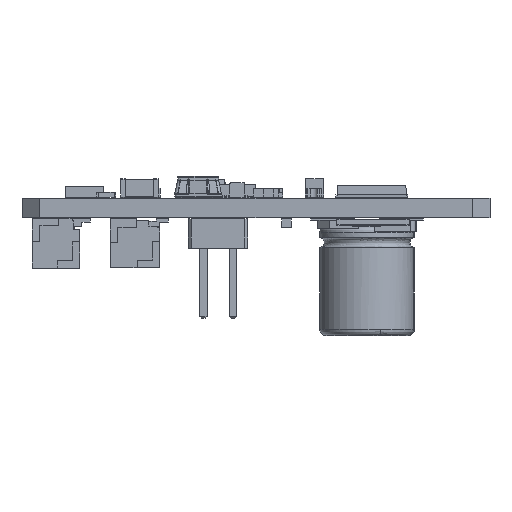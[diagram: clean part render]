
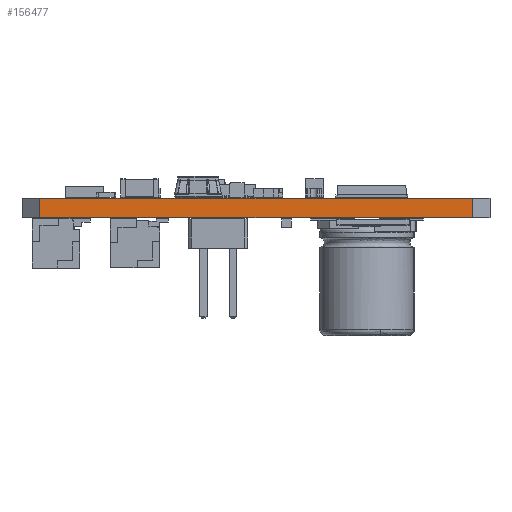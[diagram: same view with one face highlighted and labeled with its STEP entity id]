
A CAD part, front view. The second image highlights one B-rep face of the part: STEP entity #156477.
In plain terms, the highlighted planar face has unit normal (0, -1, 0).
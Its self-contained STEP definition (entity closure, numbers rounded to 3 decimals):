
#154756 = PLANE('',#154757);
#154757 = AXIS2_PLACEMENT_3D('',#154758,#154759,#154760);
#154758 = CARTESIAN_POINT('',(20.,18.585,1.69));
#154759 = DIRECTION('',(-0.,-0.,-1.));
#154760 = DIRECTION('',(-1.,0.,0.));
#154810 = PLANE('',#154811);
#154811 = AXIS2_PLACEMENT_3D('',#154812,#154813,#154814);
#154812 = CARTESIAN_POINT('',(20.,18.585,0.));
#154813 = DIRECTION('',(-0.,-0.,-1.));
#154814 = DIRECTION('',(-1.,0.,0.));
#154941 = PLANE('',#154942);
#154942 = AXIS2_PLACEMENT_3D('',#154943,#154944,#154945);
#154943 = CARTESIAN_POINT('',(40.,1.5,0.));
#154944 = DIRECTION('',(0.682,-0.731,0.));
#154945 = DIRECTION('',(-0.731,-0.682,0.));
#154980 = VERTEX_POINT('',#154981);
#154981 = CARTESIAN_POINT('',(38.5,0.1,0.));
#155002 = EDGE_CURVE('',#154980,#155003,#155005,.T.);
#155003 = VERTEX_POINT('',#155004);
#155004 = CARTESIAN_POINT('',(1.5,0.1,0.));
#155005 = SURFACE_CURVE('',#155006,(#155010,#155017),.PCURVE_S1.);
#155006 = LINE('',#155007,#155008);
#155007 = CARTESIAN_POINT('',(38.5,0.1,0.));
#155008 = VECTOR('',#155009,1.);
#155009 = DIRECTION('',(-1.,0.,0.));
#155010 = PCURVE('',#154810,#155011);
#155011 = DEFINITIONAL_REPRESENTATION('',(#155012),#155016);
#155012 = LINE('',#155013,#155014);
#155013 = CARTESIAN_POINT('',(-18.5,-18.485));
#155014 = VECTOR('',#155015,1.);
#155015 = DIRECTION('',(1.,0.));
#155016 = ( GEOMETRIC_REPRESENTATION_CONTEXT(2) 
PARAMETRIC_REPRESENTATION_CONTEXT() REPRESENTATION_CONTEXT('2D SPACE',''
  ) );
#155017 = PCURVE('',#155018,#155023);
#155018 = PLANE('',#155019);
#155019 = AXIS2_PLACEMENT_3D('',#155020,#155021,#155022);
#155020 = CARTESIAN_POINT('',(38.5,0.1,0.));
#155021 = DIRECTION('',(0.,-1.,0.));
#155022 = DIRECTION('',(-1.,0.,0.));
#155023 = DEFINITIONAL_REPRESENTATION('',(#155024),#155028);
#155024 = LINE('',#155025,#155026);
#155025 = CARTESIAN_POINT('',(0.,-0.));
#155026 = VECTOR('',#155027,1.);
#155027 = DIRECTION('',(1.,0.));
#155028 = ( GEOMETRIC_REPRESENTATION_CONTEXT(2) 
PARAMETRIC_REPRESENTATION_CONTEXT() REPRESENTATION_CONTEXT('2D SPACE',''
  ) );
#155046 = PLANE('',#155047);
#155047 = AXIS2_PLACEMENT_3D('',#155048,#155049,#155050);
#155048 = CARTESIAN_POINT('',(1.5,0.1,0.));
#155049 = DIRECTION('',(-0.682,-0.731,0.));
#155050 = DIRECTION('',(-0.731,0.682,0.));
#155744 = VERTEX_POINT('',#155745);
#155745 = CARTESIAN_POINT('',(38.5,0.1,1.69));
#155766 = EDGE_CURVE('',#155744,#155767,#155769,.T.);
#155767 = VERTEX_POINT('',#155768);
#155768 = CARTESIAN_POINT('',(1.5,0.1,1.69));
#155769 = SURFACE_CURVE('',#155770,(#155774,#155781),.PCURVE_S1.);
#155770 = LINE('',#155771,#155772);
#155771 = CARTESIAN_POINT('',(38.5,0.1,1.69));
#155772 = VECTOR('',#155773,1.);
#155773 = DIRECTION('',(-1.,0.,0.));
#155774 = PCURVE('',#154756,#155775);
#155775 = DEFINITIONAL_REPRESENTATION('',(#155776),#155780);
#155776 = LINE('',#155777,#155778);
#155777 = CARTESIAN_POINT('',(-18.5,-18.485));
#155778 = VECTOR('',#155779,1.);
#155779 = DIRECTION('',(1.,0.));
#155780 = ( GEOMETRIC_REPRESENTATION_CONTEXT(2) 
PARAMETRIC_REPRESENTATION_CONTEXT() REPRESENTATION_CONTEXT('2D SPACE',''
  ) );
#155781 = PCURVE('',#155018,#155782);
#155782 = DEFINITIONAL_REPRESENTATION('',(#155783),#155787);
#155783 = LINE('',#155784,#155785);
#155784 = CARTESIAN_POINT('',(0.,-1.69));
#155785 = VECTOR('',#155786,1.);
#155786 = DIRECTION('',(1.,0.));
#155787 = ( GEOMETRIC_REPRESENTATION_CONTEXT(2) 
PARAMETRIC_REPRESENTATION_CONTEXT() REPRESENTATION_CONTEXT('2D SPACE',''
  ) );
#156429 = EDGE_CURVE('',#154980,#155744,#156430,.T.);
#156430 = SURFACE_CURVE('',#156431,(#156435,#156442),.PCURVE_S1.);
#156431 = LINE('',#156432,#156433);
#156432 = CARTESIAN_POINT('',(38.5,0.1,0.));
#156433 = VECTOR('',#156434,1.);
#156434 = DIRECTION('',(0.,0.,1.));
#156435 = PCURVE('',#154941,#156436);
#156436 = DEFINITIONAL_REPRESENTATION('',(#156437),#156441);
#156437 = LINE('',#156438,#156439);
#156438 = CARTESIAN_POINT('',(2.052,0.));
#156439 = VECTOR('',#156440,1.);
#156440 = DIRECTION('',(0.,-1.));
#156441 = ( GEOMETRIC_REPRESENTATION_CONTEXT(2) 
PARAMETRIC_REPRESENTATION_CONTEXT() REPRESENTATION_CONTEXT('2D SPACE',''
  ) );
#156442 = PCURVE('',#155018,#156443);
#156443 = DEFINITIONAL_REPRESENTATION('',(#156444),#156448);
#156444 = LINE('',#156445,#156446);
#156445 = CARTESIAN_POINT('',(0.,-0.));
#156446 = VECTOR('',#156447,1.);
#156447 = DIRECTION('',(0.,-1.));
#156448 = ( GEOMETRIC_REPRESENTATION_CONTEXT(2) 
PARAMETRIC_REPRESENTATION_CONTEXT() REPRESENTATION_CONTEXT('2D SPACE',''
  ) );
#156477 = ADVANCED_FACE('',(#156478),#155018,.T.);
#156478 = FACE_BOUND('',#156479,.T.);
#156479 = EDGE_LOOP('',(#156480,#156481,#156482,#156503));
#156480 = ORIENTED_EDGE('',*,*,#156429,.T.);
#156481 = ORIENTED_EDGE('',*,*,#155766,.T.);
#156482 = ORIENTED_EDGE('',*,*,#156483,.F.);
#156483 = EDGE_CURVE('',#155003,#155767,#156484,.T.);
#156484 = SURFACE_CURVE('',#156485,(#156489,#156496),.PCURVE_S1.);
#156485 = LINE('',#156486,#156487);
#156486 = CARTESIAN_POINT('',(1.5,0.1,0.));
#156487 = VECTOR('',#156488,1.);
#156488 = DIRECTION('',(0.,0.,1.));
#156489 = PCURVE('',#155018,#156490);
#156490 = DEFINITIONAL_REPRESENTATION('',(#156491),#156495);
#156491 = LINE('',#156492,#156493);
#156492 = CARTESIAN_POINT('',(37.,0.));
#156493 = VECTOR('',#156494,1.);
#156494 = DIRECTION('',(0.,-1.));
#156495 = ( GEOMETRIC_REPRESENTATION_CONTEXT(2) 
PARAMETRIC_REPRESENTATION_CONTEXT() REPRESENTATION_CONTEXT('2D SPACE',''
  ) );
#156496 = PCURVE('',#155046,#156497);
#156497 = DEFINITIONAL_REPRESENTATION('',(#156498),#156502);
#156498 = LINE('',#156499,#156500);
#156499 = CARTESIAN_POINT('',(0.,0.));
#156500 = VECTOR('',#156501,1.);
#156501 = DIRECTION('',(0.,-1.));
#156502 = ( GEOMETRIC_REPRESENTATION_CONTEXT(2) 
PARAMETRIC_REPRESENTATION_CONTEXT() REPRESENTATION_CONTEXT('2D SPACE',''
  ) );
#156503 = ORIENTED_EDGE('',*,*,#155002,.F.);
